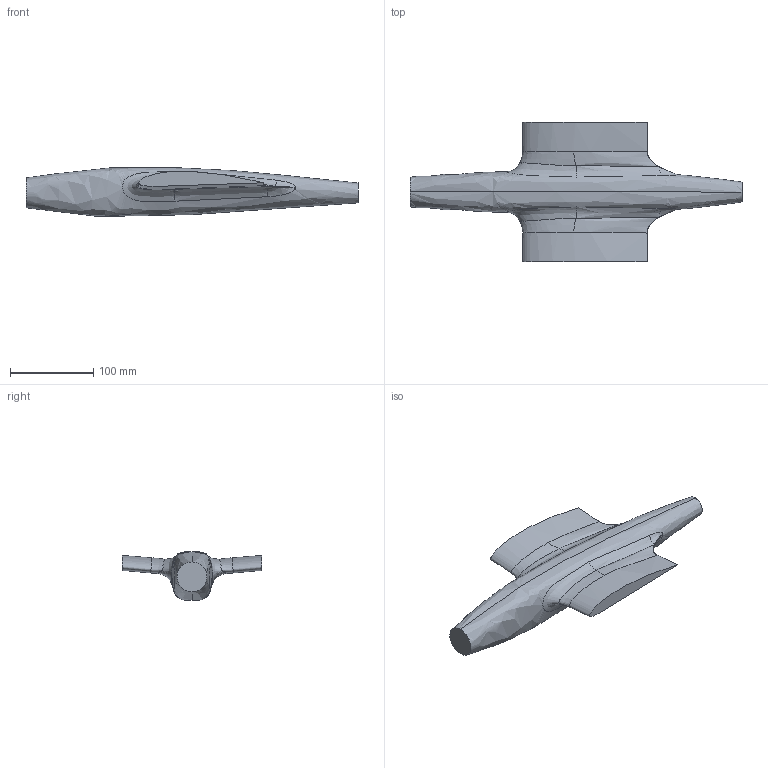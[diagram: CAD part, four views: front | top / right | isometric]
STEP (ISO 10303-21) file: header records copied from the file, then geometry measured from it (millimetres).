
FILE_DESCRIPTION(/* description */ (''),/* implementation_level */ '2;1');
FILE_NAME(/* name */ 'P_Fuselage_CFD.stp',/* time_stamp */ '2025-08-27T15:52:59+02:00',/* author */ ('FAL'),/* organization */ (''),/* preprocessor_version */ 'ST-DEVELOPER v20.1',/* originating_system */ 'Autodesk Inventor 2026',/* authorisation */ '');
FILE_SCHEMA (('AUTOMOTIVE_DESIGN { 1 0 10303 214 3 1 1 }'));
Length unit declared in the file: millimetre
Products named in the file (1): P_Fuselage_CFD
Bounding box: 400 x 168.56 x 59.04 mm (x, y, z)
Volume: 980921.4 mm3; surface area: 97933 mm2
Topology: 1 solids, 1 shells, 38 faces, 108 edges, 74 vertices
Faces by surface type: bspline 32, plane 6
Entity records: 11882 total; most frequent: CARTESIAN_POINT 11065, ORIENTED_EDGE 216, EDGE_CURVE 108, B_SPLINE_CURVE_WITH_KNOTS 78, VERTEX_POINT 74, DIRECTION 62, EDGE_LOOP 40, FACE_OUTER_BOUND 38
